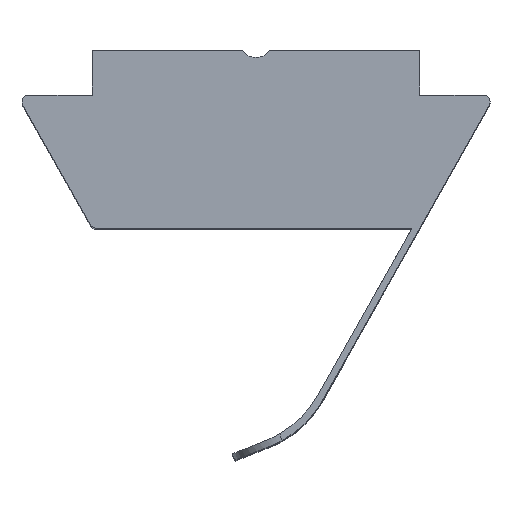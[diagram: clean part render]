
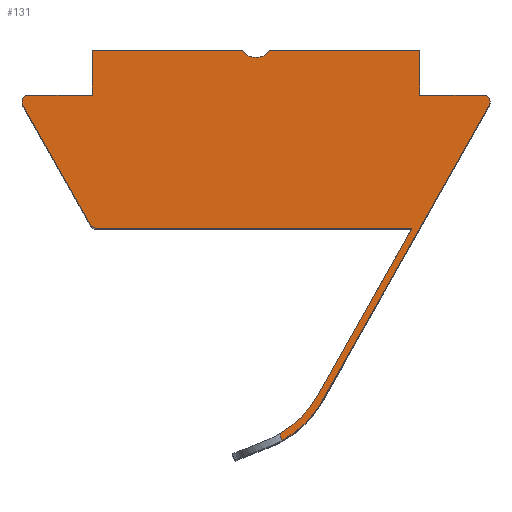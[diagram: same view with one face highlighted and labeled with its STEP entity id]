
A CAD part, top view. The second image highlights one B-rep face of the part: STEP entity #131.
In plain terms, the highlighted planar face has unit normal (0, 0, 1).
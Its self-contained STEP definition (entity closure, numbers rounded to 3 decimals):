
#7 = LINE ( 'NONE', #698, #825 ) ;
#28 = LINE ( 'NONE', #634, #64 ) ;
#36 = EDGE_CURVE ( 'NONE', #1172, #1280, #143, .T. ) ;
#64 = VECTOR ( 'NONE', #207, 1000. ) ;
#78 = CARTESIAN_POINT ( 'NONE',  ( -0.808, -6.029, 10. ) ) ;
#83 = CARTESIAN_POINT ( 'NONE',  ( 6.658, 1.1, 10. ) ) ;
#85 = ORIENTED_EDGE ( 'NONE', *, *, #433, .T. ) ;
#92 = ORIENTED_EDGE ( 'NONE', *, *, #554, .T. ) ;
#100 = VECTOR ( 'NONE', #144, 1000. ) ;
#111 = CIRCLE ( 'NONE', #709, 3. ) ;
#114 = DIRECTION ( 'NONE',  ( 0.491, -0.871, 0. ) ) ;
#119 = AXIS2_PLACEMENT_3D ( 'NONE', #652, #663, #721 ) ;
#131 = ADVANCED_FACE ( 'NONE', ( #868 ), #1480, .F. ) ;
#136 = DIRECTION ( 'NONE',  ( 0., 0., -1. ) ) ;
#141 = EDGE_CURVE ( 'NONE', #1410, #542, #7, .T. ) ;
#143 = LINE ( 'NONE', #83, #1074 ) ;
#144 = DIRECTION ( 'NONE',  ( 0.373, -0.928, 0. ) ) ;
#162 = CARTESIAN_POINT ( 'NONE',  ( -4.857, -2.498, 10. ) ) ;
#173 = DIRECTION ( 'NONE',  ( 0., 0., 1. ) ) ;
#175 = CARTESIAN_POINT ( 'NONE',  ( 0., 0., 10. ) ) ;
#178 = ORIENTED_EDGE ( 'NONE', *, *, #1008, .T. ) ;
#179 = ORIENTED_EDGE ( 'NONE', *, *, #767, .T. ) ;
#203 = CARTESIAN_POINT ( 'NONE',  ( -0.4, 2.6, 10. ) ) ;
#207 = DIRECTION ( 'NONE',  ( 0., -1., 0. ) ) ;
#215 = VERTEX_POINT ( 'NONE', #488 ) ;
#217 = ORIENTED_EDGE ( 'NONE', *, *, #946, .T. ) ;
#219 = VERTEX_POINT ( 'NONE', #1342 ) ;
#226 = VERTEX_POINT ( 'NONE', #662 ) ;
#232 = DIRECTION ( 'NONE',  ( -1., 0., 0. ) ) ;
#254 = VERTEX_POINT ( 'NONE', #203 ) ;
#256 = CIRCLE ( 'NONE', #1003, 0.2 ) ;
#279 = DIRECTION ( 'NONE',  ( -1., 0., 0. ) ) ;
#286 = VERTEX_POINT ( 'NONE', #674 ) ;
#289 = AXIS2_PLACEMENT_3D ( 'NONE', #175, #1364, #588 ) ;
#334 = VECTOR ( 'NONE', #876, 1000. ) ;
#351 = DIRECTION ( 'NONE',  ( 0., 0., 1. ) ) ;
#362 = VECTOR ( 'NONE', #847, 1000. ) ;
#381 = LINE ( 'NONE', #464, #520 ) ;
#390 = CARTESIAN_POINT ( 'NONE',  ( 4.8, 1.3, 10. ) ) ;
#412 = CARTESIAN_POINT ( 'NONE',  ( 4.8, 1.3, 10. ) ) ;
#416 = CARTESIAN_POINT ( 'NONE',  ( 0., 2.9, 10. ) ) ;
#427 = EDGE_CURVE ( 'NONE', #1007, #1182, #28, .T. ) ;
#429 = LINE ( 'NONE', #740, #362 ) ;
#430 = ORIENTED_EDGE ( 'NONE', *, *, #1431, .F. ) ;
#433 = EDGE_CURVE ( 'NONE', #215, #534, #1131, .T. ) ;
#434 = ORIENTED_EDGE ( 'NONE', *, *, #522, .T. ) ;
#464 = CARTESIAN_POINT ( 'NONE',  ( 4.8, -2.6, 10. ) ) ;
#476 = VERTEX_POINT ( 'NONE', #412 ) ;
#482 = LINE ( 'NONE', #795, #334 ) ;
#488 = CARTESIAN_POINT ( 'NONE',  ( 0.77, -8.821, 10. ) ) ;
#517 = CARTESIAN_POINT ( 'NONE',  ( -6.858, 1.1, 10. ) ) ;
#520 = VECTOR ( 'NONE', #1489, 1000. ) ;
#522 = EDGE_CURVE ( 'NONE', #1469, #215, #695, .T. ) ;
#524 = CARTESIAN_POINT ( 'NONE',  ( 1.805, -7.503, 10. ) ) ;
#534 = VERTEX_POINT ( 'NONE', #953 ) ;
#542 = VERTEX_POINT ( 'NONE', #162 ) ;
#546 = CARTESIAN_POINT ( 'NONE',  ( -4.8, 1.3, 10. ) ) ;
#554 = EDGE_CURVE ( 'NONE', #1182, #949, #1282, .T. ) ;
#588 = DIRECTION ( 'NONE',  ( -1., 0., 0. ) ) ;
#598 = LINE ( 'NONE', #390, #1113 ) ;
#603 = CIRCLE ( 'NONE', #1293, 0.2 ) ;
#608 = EDGE_CURVE ( 'NONE', #286, #1172, #381, .T. ) ;
#612 = VECTOR ( 'NONE', #637, 1000. ) ;
#634 = CARTESIAN_POINT ( 'NONE',  ( -4.8, 1.3, 10. ) ) ;
#637 = DIRECTION ( 'NONE',  ( 0., 1., 0. ) ) ;
#646 = CARTESIAN_POINT ( 'NONE',  ( 4.57, -2.6, 10. ) ) ;
#652 = CARTESIAN_POINT ( 'NONE',  ( -0.669, -6.188, 10. ) ) ;
#658 = CARTESIAN_POINT ( 'NONE',  ( -4.8, 2.6, 10. ) ) ;
#662 = CARTESIAN_POINT ( 'NONE',  ( 0.4, 2.6, 10. ) ) ;
#663 = DIRECTION ( 'NONE',  ( 0., 0., 1. ) ) ;
#674 = CARTESIAN_POINT ( 'NONE',  ( -4.683, -2.6, 10. ) ) ;
#684 = CARTESIAN_POINT ( 'NONE',  ( -7., 1.3, 10. ) ) ;
#694 = LINE ( 'NONE', #658, #1153 ) ;
#695 = LINE ( 'NONE', #978, #100 ) ;
#698 = CARTESIAN_POINT ( 'NONE',  ( -4.8, -2.6, 10. ) ) ;
#709 = AXIS2_PLACEMENT_3D ( 'NONE', #78, #136, #857 ) ;
#711 = CIRCLE ( 'NONE', #1083, 0.2 ) ;
#721 = DIRECTION ( 'NONE',  ( -1., 0., 0. ) ) ;
#724 = LINE ( 'NONE', #1347, #612 ) ;
#728 = EDGE_CURVE ( 'NONE', #1092, #1114, #603, .T. ) ;
#730 = ORIENTED_EDGE ( 'NONE', *, *, #883, .T. ) ;
#740 = CARTESIAN_POINT ( 'NONE',  ( 7., 1.3, 10. ) ) ;
#745 = EDGE_CURVE ( 'NONE', #542, #286, #1399, .T. ) ;
#757 = CARTESIAN_POINT ( 'NONE',  ( -6.658, 1.3, 10. ) ) ;
#767 = EDGE_CURVE ( 'NONE', #254, #1007, #482, .T. ) ;
#771 = DIRECTION ( 'NONE',  ( -1., 0., 0. ) ) ;
#776 = CARTESIAN_POINT ( 'NONE',  ( 6.658, 1.3, 10. ) ) ;
#793 = EDGE_LOOP ( 'NONE', ( #834, #434, #85, #178, #1419, #1195, #816, #1246, #430, #179, #805, #92, #217, #730, #909, #1066, #862, #1254 ) ) ;
#795 = CARTESIAN_POINT ( 'NONE',  ( -4.8, 2.6, 10. ) ) ;
#805 = ORIENTED_EDGE ( 'NONE', *, *, #427, .T. ) ;
#816 = ORIENTED_EDGE ( 'NONE', *, *, #1046, .T. ) ;
#825 = VECTOR ( 'NONE', #114, 1000. ) ;
#834 = ORIENTED_EDGE ( 'NONE', *, *, #1145, .T. ) ;
#837 = AXIS2_PLACEMENT_3D ( 'NONE', #1255, #173, #232 ) ;
#847 = DIRECTION ( 'NONE',  ( 0.491, 0.871, 0. ) ) ;
#848 = CARTESIAN_POINT ( 'NONE',  ( 6.832, 1.002, 10. ) ) ;
#854 = CARTESIAN_POINT ( 'NONE',  ( -6.658, 1.1, 10. ) ) ;
#857 = DIRECTION ( 'NONE',  ( -1., 0., 0. ) ) ;
#862 = ORIENTED_EDGE ( 'NONE', *, *, #608, .T. ) ;
#868 = FACE_OUTER_BOUND ( 'NONE', #793, .T. ) ;
#876 = DIRECTION ( 'NONE',  ( -1., 0., 0. ) ) ;
#877 = CARTESIAN_POINT ( 'NONE',  ( 0.692, -8.627, 10. ) ) ;
#883 = EDGE_CURVE ( 'NONE', #1081, #1410, #711, .T. ) ;
#909 = ORIENTED_EDGE ( 'NONE', *, *, #141, .T. ) ;
#946 = EDGE_CURVE ( 'NONE', #949, #1081, #256, .T. ) ;
#949 = VERTEX_POINT ( 'NONE', #757 ) ;
#953 = CARTESIAN_POINT ( 'NONE',  ( 1.944, -7.662, 10. ) ) ;
#978 = CARTESIAN_POINT ( 'NONE',  ( 0.778, -8.84, 10. ) ) ;
#1003 = AXIS2_PLACEMENT_3D ( 'NONE', #854, #1224, #771 ) ;
#1007 = VERTEX_POINT ( 'NONE', #1203 ) ;
#1008 = EDGE_CURVE ( 'NONE', #534, #1092, #429, .T. ) ;
#1028 = AXIS2_PLACEMENT_3D ( 'NONE', #416, #1107, #1222 ) ;
#1046 = EDGE_CURVE ( 'NONE', #476, #219, #724, .T. ) ;
#1062 = DIRECTION ( 'NONE',  ( -1., 0., 0. ) ) ;
#1066 = ORIENTED_EDGE ( 'NONE', *, *, #745, .T. ) ;
#1074 = VECTOR ( 'NONE', #1314, 1000. ) ;
#1081 = VERTEX_POINT ( 'NONE', #517 ) ;
#1083 = AXIS2_PLACEMENT_3D ( 'NONE', #1106, #1332, #1062 ) ;
#1092 = VERTEX_POINT ( 'NONE', #848 ) ;
#1101 = CARTESIAN_POINT ( 'NONE',  ( -6.832, 1.002, 10. ) ) ;
#1106 = CARTESIAN_POINT ( 'NONE',  ( -6.658, 1.1, 10. ) ) ;
#1107 = DIRECTION ( 'NONE',  ( 0., 0., 1. ) ) ;
#1113 = VECTOR ( 'NONE', #1233, 1000. ) ;
#1114 = VERTEX_POINT ( 'NONE', #776 ) ;
#1131 = CIRCLE ( 'NONE', #119, 3. ) ;
#1134 = DIRECTION ( 'NONE',  ( -1., 0., 0. ) ) ;
#1145 = EDGE_CURVE ( 'NONE', #1280, #1469, #111, .T. ) ;
#1153 = VECTOR ( 'NONE', #1239, 1000. ) ;
#1170 = EDGE_CURVE ( 'NONE', #219, #226, #694, .T. ) ;
#1172 = VERTEX_POINT ( 'NONE', #646 ) ;
#1182 = VERTEX_POINT ( 'NONE', #546 ) ;
#1186 = EDGE_CURVE ( 'NONE', #1114, #476, #598, .T. ) ;
#1195 = ORIENTED_EDGE ( 'NONE', *, *, #1186, .T. ) ;
#1203 = CARTESIAN_POINT ( 'NONE',  ( -4.8, 2.6, 10. ) ) ;
#1222 = DIRECTION ( 'NONE',  ( 1., 0., 0. ) ) ;
#1224 = DIRECTION ( 'NONE',  ( 0., 0., 1. ) ) ;
#1233 = DIRECTION ( 'NONE',  ( -1., 0., 0. ) ) ;
#1239 = DIRECTION ( 'NONE',  ( -1., 0., 0. ) ) ;
#1246 = ORIENTED_EDGE ( 'NONE', *, *, #1170, .T. ) ;
#1254 = ORIENTED_EDGE ( 'NONE', *, *, #36, .T. ) ;
#1255 = CARTESIAN_POINT ( 'NONE',  ( -4.683, -2.4, 10. ) ) ;
#1280 = VERTEX_POINT ( 'NONE', #524 ) ;
#1282 = LINE ( 'NONE', #684, #1316 ) ;
#1293 = AXIS2_PLACEMENT_3D ( 'NONE', #1485, #351, #1134 ) ;
#1314 = DIRECTION ( 'NONE',  ( -0.491, -0.871, 0. ) ) ;
#1316 = VECTOR ( 'NONE', #279, 1000. ) ;
#1332 = DIRECTION ( 'NONE',  ( 0., 0., 1. ) ) ;
#1342 = CARTESIAN_POINT ( 'NONE',  ( 4.8, 2.6, 10. ) ) ;
#1347 = CARTESIAN_POINT ( 'NONE',  ( 4.8, 2.6, 10. ) ) ;
#1364 = DIRECTION ( 'NONE',  ( 0., 0., -1. ) ) ;
#1399 = CIRCLE ( 'NONE', #837, 0.2 ) ;
#1410 = VERTEX_POINT ( 'NONE', #1101 ) ;
#1418 = CIRCLE ( 'NONE', #1028, 0.5 ) ;
#1419 = ORIENTED_EDGE ( 'NONE', *, *, #728, .T. ) ;
#1431 = EDGE_CURVE ( 'NONE', #254, #226, #1418, .T. ) ;
#1469 = VERTEX_POINT ( 'NONE', #877 ) ;
#1480 = PLANE ( 'NONE',  #289 ) ;
#1485 = CARTESIAN_POINT ( 'NONE',  ( 6.658, 1.1, 10. ) ) ;
#1489 = DIRECTION ( 'NONE',  ( 1., 0., 0. ) ) ;
